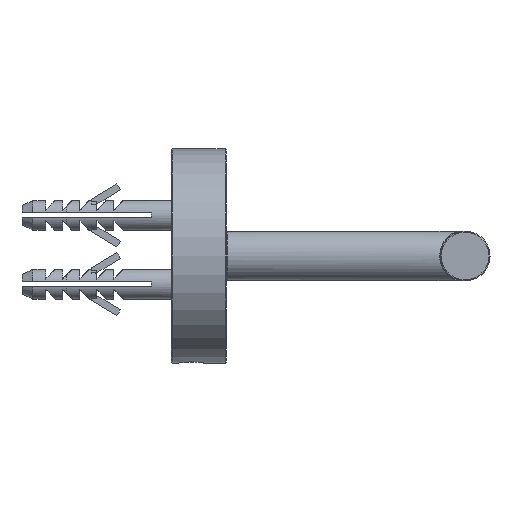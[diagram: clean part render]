
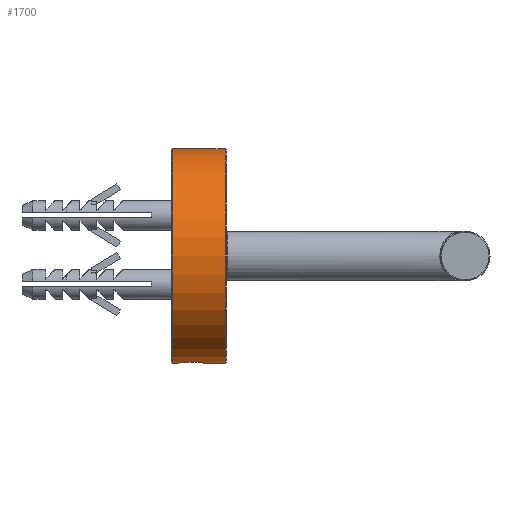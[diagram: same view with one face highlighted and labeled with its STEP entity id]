
A CAD part, front view. The second image highlights one B-rep face of the part: STEP entity #1700.
In plain terms, the highlighted cylindrical face has radius 21.5 mm (diameter 43 mm), a full revolution.
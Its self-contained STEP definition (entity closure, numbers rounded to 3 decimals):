
#88=CYLINDRICAL_SURFACE('',#2235,21.5);
#112=B_SPLINE_CURVE_WITH_KNOTS('',3,(#3196,#3197,#3198,#3199,#3200,#3201,
#3202,#3203,#3204,#3205,#3206,#3207,#3208,#3209,#3210,#3211,#3212,#3213,
#3214),.UNSPECIFIED.,.T.,.F.,(1,1,1,1,1,1,1,1,1,1,1,1,1,1,1,1,1,1,1,1,1,
1,1),(-0.191,-0.128,-0.066,0.,0.059,
0.122,0.184,0.247,0.309,0.372,
0.434,0.497,0.559,0.622,
0.684,0.747,0.809,0.872,
0.934,1.,1.059,1.122,1.184),.UNSPECIFIED.);
#169=CIRCLE('',#2236,21.5);
#170=CIRCLE('',#2237,21.5);
#529=ORIENTED_EDGE('',*,*,#819,.T.);
#530=ORIENTED_EDGE('',*,*,#820,.T.);
#531=ORIENTED_EDGE('',*,*,#821,.T.);
#819=EDGE_CURVE('',#993,#993,#112,.T.);
#820=EDGE_CURVE('',#994,#994,#169,.T.);
#821=EDGE_CURVE('',#995,#995,#170,.F.);
#993=VERTEX_POINT('',#3215);
#994=VERTEX_POINT('',#3217);
#995=VERTEX_POINT('',#3219);
#1363=EDGE_LOOP('',(#529));
#1364=EDGE_LOOP('',(#530));
#1365=EDGE_LOOP('',(#531));
#1510=FACE_BOUND('',#1363,.T.);
#1511=FACE_BOUND('',#1364,.T.);
#1512=FACE_BOUND('',#1365,.T.);
#1700=ADVANCED_FACE('',(#1510,#1511,#1512),#88,.T.);
#2235=AXIS2_PLACEMENT_3D('',#3195,#2650,#2651);
#2236=AXIS2_PLACEMENT_3D('',#3216,#2652,#2653);
#2237=AXIS2_PLACEMENT_3D('',#3218,#2654,#2655);
#2650=DIRECTION('',(-1.,0.,0.));
#2651=DIRECTION('',(0.,0.,1.));
#2652=DIRECTION('',(-1.,0.,0.));
#2653=DIRECTION('',(0.,0.,1.));
#2654=DIRECTION('',(-1.,0.,0.));
#2655=DIRECTION('',(0.,0.,1.));
#3195=CARTESIAN_POINT('',(11.,0.,0.));
#3196=CARTESIAN_POINT('',(6.418,-1.069,-21.481));
#3197=CARTESIAN_POINT('',(6.636,-0.034,-21.509));
#3198=CARTESIAN_POINT('',(6.44,0.994,-21.484));
#3199=CARTESIAN_POINT('',(5.9,1.87,-21.423));
#3200=CARTESIAN_POINT('',(5.058,2.464,-21.36));
#3201=CARTESIAN_POINT('',(4.053,2.698,-21.33));
#3202=CARTESIAN_POINT('',(3.046,2.509,-21.354));
#3203=CARTESIAN_POINT('',(2.175,1.947,-21.416));
#3204=CARTESIAN_POINT('',(1.594,1.084,-21.48));
#3205=CARTESIAN_POINT('',(1.364,0.051,-21.509));
#3206=CARTESIAN_POINT('',(1.55,-0.98,-21.485));
#3207=CARTESIAN_POINT('',(2.1,-1.87,-21.423));
#3208=CARTESIAN_POINT('',(2.942,-2.464,-21.36));
#3209=CARTESIAN_POINT('',(3.948,-2.698,-21.33));
#3210=CARTESIAN_POINT('',(4.956,-2.508,-21.354));
#3211=CARTESIAN_POINT('',(5.827,-1.945,-21.416));
#3212=CARTESIAN_POINT('',(6.418,-1.069,-21.481));
#3213=CARTESIAN_POINT('',(6.636,-0.034,-21.509));
#3214=CARTESIAN_POINT('',(6.44,0.994,-21.484));
#3215=CARTESIAN_POINT('',(6.567,0.,-21.5));
#3216=CARTESIAN_POINT('',(10.8,0.,0.));
#3217=CARTESIAN_POINT('',(10.8,0.,21.5));
#3218=CARTESIAN_POINT('',(0.2,0.,0.));
#3219=CARTESIAN_POINT('',(0.2,0.,21.5));
